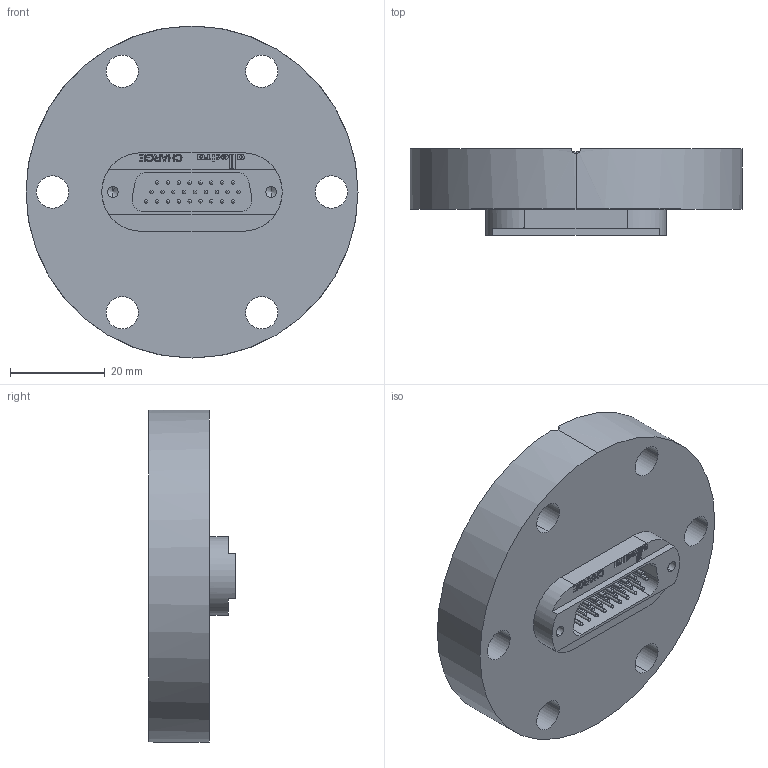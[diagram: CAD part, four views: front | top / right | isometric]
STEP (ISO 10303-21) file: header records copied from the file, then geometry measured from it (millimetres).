
FILE_DESCRIPTION (( 'STEP AP214' ), '1' );
FILE_NAME ('210-HD26-C40.step', '2025-02-17T20:30:01', ( '' ), ( '' ), 'SwSTEP 2.0', 'SolidWorks 2022', '' );
FILE_SCHEMA (( 'AUTOMOTIVE_DESIGN' ));
Length unit declared in the file: millimetre
Products named in the file (5): 9210-D15-C40_DN40 CF; 9210-PIN-FENI-0.7_vergoldet; 9218-HDX-SS_26pol.0,7 mm Logo; 210-HD26-C40; 218-HDX-SS_218-HD26-SS
Assembly tree (29 placements, depth 3):
  210-HD26-C40
    9210-D15-C40_DN40 CF
    218-HDX-SS_218-HD26-SS
      9218-HDX-SS_26pol.0,7 mm Logo
      9210-PIN-FENI-0.7_vergoldet  x26
Bounding box: 69.9 x 18.2 x 69.9 mm (x, y, z)
Volume: 43225.4 mm3; surface area: 16883.1 mm2
Topology: 28 solids, 28 shells, 431 faces, 1199 edges, 790 vertices
Faces by surface type: cylinder 190, plane 148, sphere 52, bspline 27, cone 12, torus 2
Entity records: 12601 total; most frequent: CARTESIAN_POINT 3672, DIRECTION 1783, ORIENTED_EDGE 1770, EDGE_CURVE 885, AXIS2_PLACEMENT_3D 623, VERTEX_POINT 586, VECTOR 537, LINE 537
